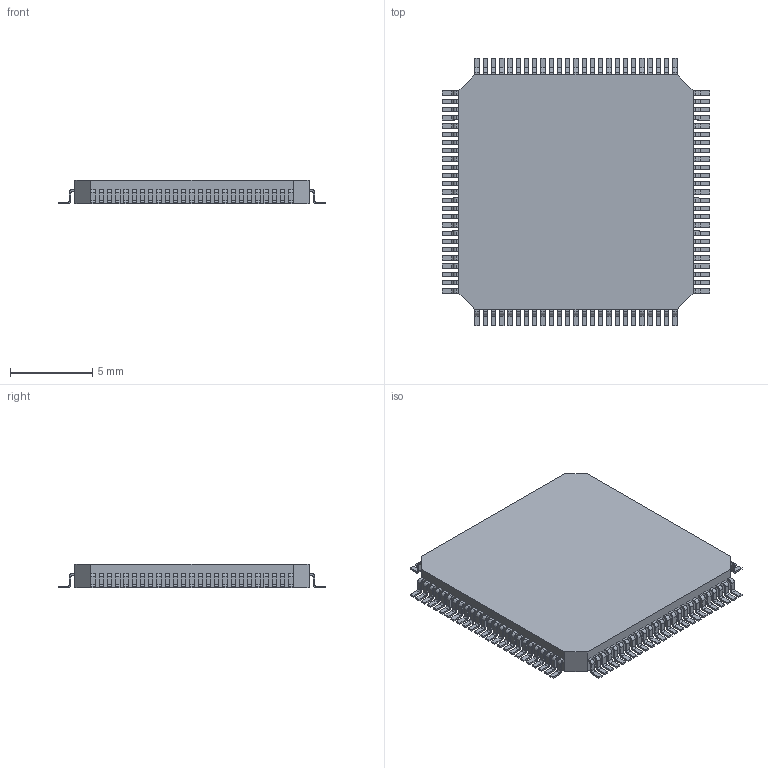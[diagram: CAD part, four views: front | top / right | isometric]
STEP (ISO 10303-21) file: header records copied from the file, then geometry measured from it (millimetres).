
FILE_DESCRIPTION(('Open CASCADE Model'),'2;1');
FILE_NAME('Open CASCADE Shape Model','2023-01-22T23:26:36',('Author'),( 'Open CASCADE'),'Open CASCADE STEP processor 7.5','Open CASCADE 7.5' ,'Unknown');
FILE_SCHEMA(('AUTOMOTIVE_DESIGN { 1 0 10303 214 1 1 1 1 }'));
Length unit declared in the file: millimetre
Products named in the file (4): CQFP50P1600X1600X160-100N.step; Body; Open CASCADE STEP translator 7.5 53.1.1; Leader
Assembly tree (102 placements, depth 3):
  CQFP50P1600X1600X160-100N.step
    Body
      Open CASCADE STEP translator 7.5 53.1.1
    Leader  x100
Bounding box: 16.2 x 16.2 x 1.45 mm (x, y, z)
Volume: 294.1 mm3; surface area: 605.9 mm2
Topology: 101 solids, 101 shells, 2210 faces, 4424 edges, 2416 vertices
Faces by surface type: plane 1810, cylinder 400
Entity records: 2590 total; most frequent: DIRECTION 464, CARTESIAN_POINT 417, LINE 174, VECTOR 174, AXIS2_PLACEMENT_3D 143, ORIENTED_EDGE 136, PCURVE 136, DEFINITIONAL_REPRESENTATION 136
